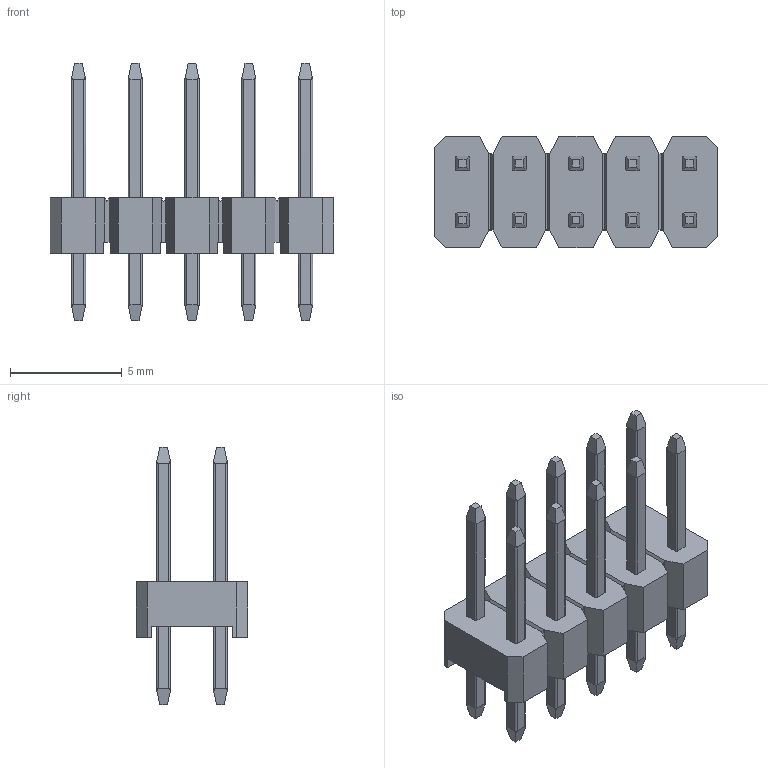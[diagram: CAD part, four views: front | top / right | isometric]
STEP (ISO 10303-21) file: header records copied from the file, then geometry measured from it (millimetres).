
FILE_DESCRIPTION (( 'STEP AP214' ), '1' );
FILE_NAME ('錨璃5.STEP', '2024-08-12T01:54:24', ( '' ), ( '' ), 'SwSTEP 2.0', 'SolidWorks 2021', '' );
FILE_SCHEMA (( 'AUTOMOTIVE_DESIGN' ));
Length unit declared in the file: millimetre
Products named in the file (1): 錨璃5
Bounding box: 12.7 x 5 x 11.5 mm (x, y, z)
Volume: 161.1 mm3; surface area: 450.8 mm2
Topology: 1 solids, 1 shells, 558 faces, 1535 edges, 1018 vertices
Faces by surface type: plane 380, bspline 98, cylinder 80
Entity records: 24195 total; most frequent: CARTESIAN_POINT 4898, ORIENTED_EDGE 3070, DIRECTION 2177, EDGE_CURVE 1535, LINE 1095, VECTOR 1095, VERTEX_POINT 1018, EDGE_LOOP 597
